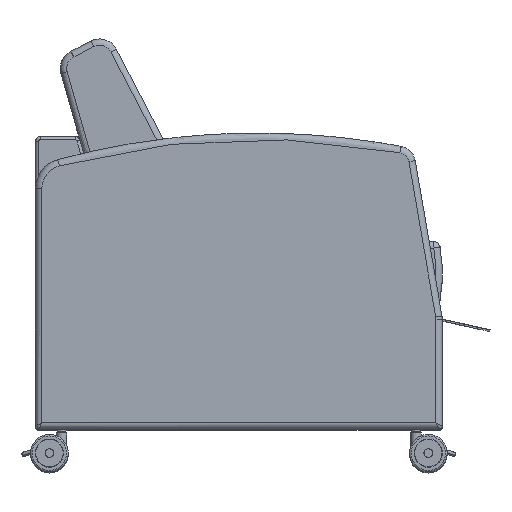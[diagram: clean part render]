
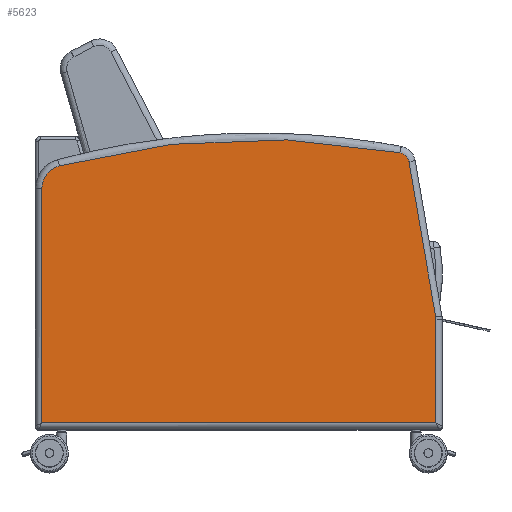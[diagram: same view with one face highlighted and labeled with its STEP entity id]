
A CAD part, top view. The second image highlights one B-rep face of the part: STEP entity #5623.
In plain terms, the highlighted planar face has unit normal (0, 0, 1).
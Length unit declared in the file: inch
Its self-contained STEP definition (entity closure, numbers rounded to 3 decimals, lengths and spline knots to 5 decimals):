
#404=PLANE('',#6189);
#501=LINE('',#8909,#821);
#503=LINE('',#8916,#823);
#508=LINE('',#9020,#828);
#521=LINE('',#9086,#841);
#821=VECTOR('',#6939,0.3937);
#823=VECTOR('',#6947,0.3937);
#828=VECTOR('',#6970,0.3937);
#841=VECTOR('',#7053,0.3937);
#1323=FACE_OUTER_BOUND('',#1724,.T.);
#1724=EDGE_LOOP('',(#4007,#4008,#4009,#4010,#4011,#4012,#4013,#4014));
#2231=CIRCLE('',#6180,1.875);
#2233=CIRCLE('',#6183,0.875);
#2236=CIRCLE('',#6188,0.875);
#2237=CIRCLE('',#6190,59.875);
#2574=VERTEX_POINT('',#8847);
#2580=VERTEX_POINT('',#8908);
#2582=VERTEX_POINT('',#8914);
#2588=VERTEX_POINT('',#9018);
#2604=VERTEX_POINT('',#9076);
#2605=VERTEX_POINT('',#9080);
#2606=VERTEX_POINT('',#9084);
#2607=VERTEX_POINT('',#9088);
#3085=EDGE_CURVE('',#2574,#2580,#501,.T.);
#3089=EDGE_CURVE('',#2582,#2574,#503,.T.);
#3100=EDGE_CURVE('',#2588,#2582,#508,.T.);
#3129=EDGE_CURVE('',#2580,#2604,#2231,.T.);
#3131=EDGE_CURVE('',#2605,#2588,#2233,.T.);
#3133=EDGE_CURVE('',#2606,#2605,#521,.T.);
#3135=EDGE_CURVE('',#2607,#2606,#2236,.T.);
#3136=EDGE_CURVE('',#2604,#2607,#2237,.T.);
#4007=ORIENTED_EDGE('',*,*,#3129,.F.);
#4008=ORIENTED_EDGE('',*,*,#3085,.F.);
#4009=ORIENTED_EDGE('',*,*,#3089,.F.);
#4010=ORIENTED_EDGE('',*,*,#3100,.F.);
#4011=ORIENTED_EDGE('',*,*,#3131,.F.);
#4012=ORIENTED_EDGE('',*,*,#3133,.F.);
#4013=ORIENTED_EDGE('',*,*,#3135,.F.);
#4014=ORIENTED_EDGE('',*,*,#3136,.F.);
#5623=ADVANCED_FACE('',(#1323),#404,.T.);
#6180=AXIS2_PLACEMENT_3D('',#9078,#7041,#7042);
#6183=AXIS2_PLACEMENT_3D('',#9082,#7047,#7048);
#6188=AXIS2_PLACEMENT_3D('',#9090,#7058,#7059);
#6189=AXIS2_PLACEMENT_3D('',#9091,#7060,#7061);
#6190=AXIS2_PLACEMENT_3D('',#9092,#7062,#7063);
#6939=DIRECTION('',(0.,1.,0.));
#6947=DIRECTION('',(-1.,0.,0.));
#6970=DIRECTION('',(0.,-1.,0.));
#7041=DIRECTION('center_axis',(0.,0.,-1.));
#7042=DIRECTION('ref_axis',(-0.95,0.311,0.));
#7047=DIRECTION('center_axis',(0.,0.,-1.));
#7048=DIRECTION('ref_axis',(0.996,0.085,0.));
#7053=DIRECTION('',(0.17,-0.985,0.));
#7058=DIRECTION('center_axis',(0.,0.,-1.));
#7059=DIRECTION('ref_axis',(0.945,0.326,0.));
#7060=DIRECTION('center_axis',(0.,0.,1.));
#7061=DIRECTION('ref_axis',(1.,0.,0.));
#7062=DIRECTION('center_axis',(0.,0.,-1.));
#7063=DIRECTION('ref_axis',(-0.049,0.999,0.));
#8847=CARTESIAN_POINT('',(-31.09647,0.5,3.));
#8908=CARTESIAN_POINT('',(-31.09647,18.89375,3.));
#8909=CARTESIAN_POINT('',(-31.09647,14.41474,3.));
#8914=CARTESIAN_POINT('',(-0.125,0.5,3.));
#8916=CARTESIAN_POINT('',(-7.84932,0.5,3.));
#9018=CARTESIAN_POINT('',(-0.125,8.66425,3.));
#9020=CARTESIAN_POINT('',(-0.125,4.96786,3.));
#9076=CARTESIAN_POINT('',(-29.7111,20.70369,3.));
#9078=CARTESIAN_POINT('Origin',(-29.22147,18.89375,3.));
#9080=CARTESIAN_POINT('',(-0.13777,8.81322,3.));
#9082=CARTESIAN_POINT('Origin',(-1.,8.66425,3.));
#9084=CARTESIAN_POINT('',(-2.24807,21.02731,3.));
#9086=CARTESIAN_POINT('',(-0.45746,10.66351,3.));
#9088=CARTESIAN_POINT('',(-2.94768,21.7381,3.));
#9090=CARTESIAN_POINT('Origin',(-3.1103,20.87834,3.));
#9091=CARTESIAN_POINT('Origin',(-15.69864,9.93573,3.));
#9092=CARTESIAN_POINT('Origin',(-14.07552,-37.09375,3.));
